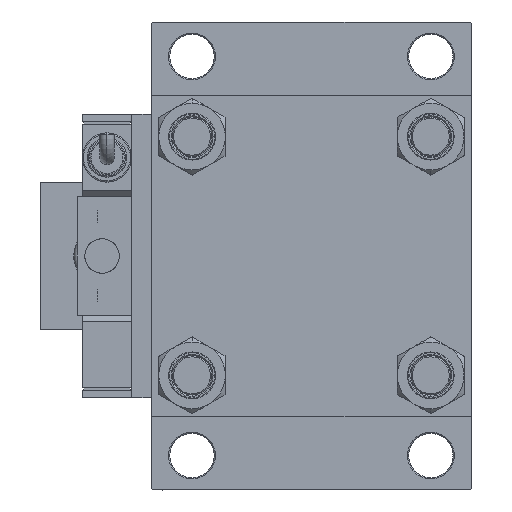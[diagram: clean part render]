
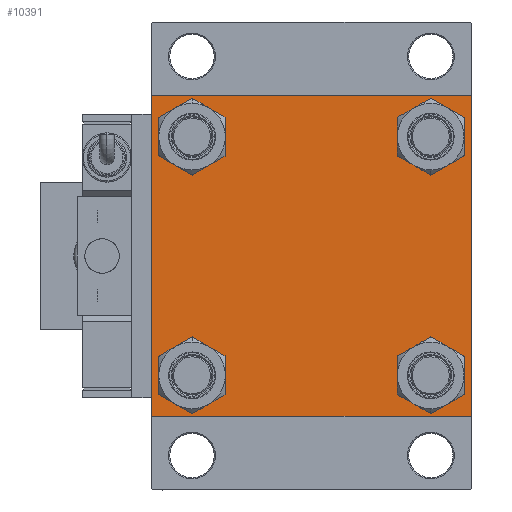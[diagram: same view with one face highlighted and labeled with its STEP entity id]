
A CAD part, left-side view. The second image highlights one B-rep face of the part: STEP entity #10391.
In plain terms, the highlighted planar face has unit normal (-1, 0, 0).
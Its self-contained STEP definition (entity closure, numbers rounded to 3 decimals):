
#836 = CARTESIAN_POINT ( 'NONE',  ( 0., 64.5, -65. ) ) ;
#928 = CARTESIAN_POINT ( 'NONE',  ( 0., -65., 64.5 ) ) ;
#1031 = CARTESIAN_POINT ( 'NONE',  ( 0., 64.75, -64.75 ) ) ;
#1306 = DIRECTION ( 'NONE',  ( 0., -0.707, -0.707 ) ) ;
#1863 = VERTEX_POINT ( 'NONE', #4715 ) ;
#2515 = DIRECTION ( 'NONE',  ( 0., 0.707, -0.707 ) ) ;
#2664 = EDGE_LOOP ( 'NONE', ( #6689, #15208 ) ) ;
#2667 = CARTESIAN_POINT ( 'NONE',  ( 0., 48.45, -48.45 ) ) ;
#2919 = VECTOR ( 'NONE', #13110, 1000. ) ;
#3105 = VERTEX_POINT ( 'NONE', #836 ) ;
#4715 = CARTESIAN_POINT ( 'NONE',  ( 0., 48.45, 56.95 ) ) ;
#4918 = CARTESIAN_POINT ( 'NONE',  ( 0., -64.5, -65. ) ) ;
#5595 = DIRECTION ( 'NONE',  ( 0., 0., 1. ) ) ;
#6275 = CIRCLE ( 'NONE', #45541, 8.5 ) ;
#6309 = CIRCLE ( 'NONE', #25573, 8.5 ) ;
#6478 = DIRECTION ( 'NONE',  ( 1., 0., 0. ) ) ;
#6561 = AXIS2_PLACEMENT_3D ( 'NONE', #11427, #49145, #41471 ) ;
#6584 = CARTESIAN_POINT ( 'NONE',  ( 0., 65., -64.5 ) ) ;
#6638 = ORIENTED_EDGE ( 'NONE', *, *, #15387, .F. ) ;
#6689 = ORIENTED_EDGE ( 'NONE', *, *, #27116, .T. ) ;
#6789 = FACE_BOUND ( 'NONE', #2664, .T. ) ;
#6892 = EDGE_CURVE ( 'NONE', #24448, #46145, #33894, .T. ) ;
#8759 = ORIENTED_EDGE ( 'NONE', *, *, #44554, .T. ) ;
#8832 = CIRCLE ( 'NONE', #30639, 8.5 ) ;
#9944 = CARTESIAN_POINT ( 'NONE',  ( 0., -48.45, 48.45 ) ) ;
#9953 = DIRECTION ( 'NONE',  ( 0., 0., -1. ) ) ;
#10231 = LINE ( 'NONE', #14328, #49427 ) ;
#10391 = ADVANCED_FACE ( 'NONE', ( #10898, #27572, #6789, #41194, #53234 ), #24821, .T. ) ;
#10576 = LINE ( 'NONE', #26728, #11248 ) ;
#10733 = ORIENTED_EDGE ( 'NONE', *, *, #26332, .T. ) ;
#10898 = FACE_BOUND ( 'NONE', #21764, .T. ) ;
#11248 = VECTOR ( 'NONE', #27531, 1000. ) ;
#11394 = EDGE_CURVE ( 'NONE', #51077, #29397, #16197, .T. ) ;
#11427 = CARTESIAN_POINT ( 'NONE',  ( 0., 0., 0. ) ) ;
#11552 = ORIENTED_EDGE ( 'NONE', *, *, #41929, .T. ) ;
#11962 = DIRECTION ( 'NONE',  ( 0., -1., 0. ) ) ;
#12301 = CARTESIAN_POINT ( 'NONE',  ( 0., 65., 65. ) ) ;
#12446 = CARTESIAN_POINT ( 'NONE',  ( 0., -48.45, -39.95 ) ) ;
#12773 = LINE ( 'NONE', #45568, #13546 ) ;
#13110 = DIRECTION ( 'NONE',  ( 0., 0., -1. ) ) ;
#13148 = ORIENTED_EDGE ( 'NONE', *, *, #47397, .T. ) ;
#13546 = VECTOR ( 'NONE', #11962, 1000. ) ;
#13714 = ORIENTED_EDGE ( 'NONE', *, *, #18416, .T. ) ;
#14328 = CARTESIAN_POINT ( 'NONE',  ( 0., -64.75, -64.75 ) ) ;
#14544 = CARTESIAN_POINT ( 'NONE',  ( 0., -48.45, 56.95 ) ) ;
#14964 = EDGE_CURVE ( 'NONE', #46145, #3105, #38711, .T. ) ;
#15208 = ORIENTED_EDGE ( 'NONE', *, *, #11394, .T. ) ;
#15387 = EDGE_CURVE ( 'NONE', #44675, #16954, #30733, .T. ) ;
#15802 = CIRCLE ( 'NONE', #41113, 8.5 ) ;
#16197 = CIRCLE ( 'NONE', #44140, 8.5 ) ;
#16789 = LINE ( 'NONE', #24457, #51123 ) ;
#16954 = VERTEX_POINT ( 'NONE', #37233 ) ;
#17794 = VERTEX_POINT ( 'NONE', #12446 ) ;
#18412 = DIRECTION ( 'NONE',  ( 1., 0., 0. ) ) ;
#18416 = EDGE_CURVE ( 'NONE', #31292, #24448, #39390, .T. ) ;
#18428 = DIRECTION ( 'NONE',  ( 0., -0.707, 0.707 ) ) ;
#18849 = VECTOR ( 'NONE', #1306, 1000. ) ;
#19811 = EDGE_CURVE ( 'NONE', #3105, #28657, #10576, .T. ) ;
#19868 = VERTEX_POINT ( 'NONE', #51493 ) ;
#21764 = EDGE_LOOP ( 'NONE', ( #39424, #36717 ) ) ;
#22022 = DIRECTION ( 'NONE',  ( 1., 0., 0. ) ) ;
#23699 = CARTESIAN_POINT ( 'NONE',  ( 0., -48.45, -48.45 ) ) ;
#23705 = DIRECTION ( 'NONE',  ( 1., 0., 0. ) ) ;
#24448 = VERTEX_POINT ( 'NONE', #24737 ) ;
#24457 = CARTESIAN_POINT ( 'NONE',  ( 0., -64.75, 64.75 ) ) ;
#24594 = EDGE_CURVE ( 'NONE', #45493, #49536, #15802, .T. ) ;
#24609 = ORIENTED_EDGE ( 'NONE', *, *, #19811, .T. ) ;
#24615 = EDGE_CURVE ( 'NONE', #17794, #40635, #8832, .T. ) ;
#24737 = CARTESIAN_POINT ( 'NONE',  ( 0., 65., 64.5 ) ) ;
#24821 = PLANE ( 'NONE',  #6561 ) ;
#25539 = CIRCLE ( 'NONE', #28140, 8.5 ) ;
#25573 = AXIS2_PLACEMENT_3D ( 'NONE', #32461, #41723, #49124 ) ;
#26045 = CARTESIAN_POINT ( 'NONE',  ( 0., 48.45, -39.95 ) ) ;
#26146 = CARTESIAN_POINT ( 'NONE',  ( 0., 48.45, -56.95 ) ) ;
#26332 = EDGE_CURVE ( 'NONE', #40635, #17794, #6275, .T. ) ;
#26677 = EDGE_LOOP ( 'NONE', ( #42722, #27739, #24609, #11552, #6638, #27679, #37758, #13714 ) ) ;
#26728 = CARTESIAN_POINT ( 'NONE',  ( 0., 65., -65. ) ) ;
#26894 = DIRECTION ( 'NONE',  ( 1., 0., 0. ) ) ;
#27009 = AXIS2_PLACEMENT_3D ( 'NONE', #43060, #22022, #38670 ) ;
#27116 = EDGE_CURVE ( 'NONE', #29397, #51077, #25539, .T. ) ;
#27531 = DIRECTION ( 'NONE',  ( 0., -1., 0. ) ) ;
#27572 = FACE_BOUND ( 'NONE', #42884, .T. ) ;
#27679 = ORIENTED_EDGE ( 'NONE', *, *, #36744, .T. ) ;
#27739 = ORIENTED_EDGE ( 'NONE', *, *, #14964, .T. ) ;
#27797 = DIRECTION ( 'NONE',  ( 0., 0., 1. ) ) ;
#28140 = AXIS2_PLACEMENT_3D ( 'NONE', #2667, #23705, #48836 ) ;
#28537 = CARTESIAN_POINT ( 'NONE',  ( 0., -48.45, 39.95 ) ) ;
#28657 = VERTEX_POINT ( 'NONE', #4918 ) ;
#28752 = CIRCLE ( 'NONE', #47226, 8.5 ) ;
#29397 = VERTEX_POINT ( 'NONE', #26045 ) ;
#30005 = DIRECTION ( 'NONE',  ( 1., 0., 0. ) ) ;
#30477 = CARTESIAN_POINT ( 'NONE',  ( 0., 48.45, -48.45 ) ) ;
#30639 = AXIS2_PLACEMENT_3D ( 'NONE', #35360, #26894, #35088 ) ;
#30733 = LINE ( 'NONE', #47410, #37173 ) ;
#31292 = VERTEX_POINT ( 'NONE', #50449 ) ;
#32461 = CARTESIAN_POINT ( 'NONE',  ( 0., -48.45, 48.45 ) ) ;
#32863 = VERTEX_POINT ( 'NONE', #53871 ) ;
#32942 = DIRECTION ( 'NONE',  ( 0., 0.707, 0.707 ) ) ;
#33894 = LINE ( 'NONE', #12301, #2919 ) ;
#34884 = CIRCLE ( 'NONE', #27009, 8.5 ) ;
#35088 = DIRECTION ( 'NONE',  ( 0., 0., 1. ) ) ;
#35360 = CARTESIAN_POINT ( 'NONE',  ( 0., -48.45, -48.45 ) ) ;
#36444 = EDGE_CURVE ( 'NONE', #31292, #32863, #12773, .T. ) ;
#36717 = ORIENTED_EDGE ( 'NONE', *, *, #24594, .T. ) ;
#36744 = EDGE_CURVE ( 'NONE', #44675, #32863, #16789, .T. ) ;
#37173 = VECTOR ( 'NONE', #9953, 1000. ) ;
#37233 = CARTESIAN_POINT ( 'NONE',  ( 0., -65., -64.5 ) ) ;
#37758 = ORIENTED_EDGE ( 'NONE', *, *, #36444, .F. ) ;
#37916 = CARTESIAN_POINT ( 'NONE',  ( 0., 48.45, 48.45 ) ) ;
#38670 = DIRECTION ( 'NONE',  ( 0., 0., 1. ) ) ;
#38711 = LINE ( 'NONE', #1031, #18849 ) ;
#39390 = LINE ( 'NONE', #52238, #51408 ) ;
#39424 = ORIENTED_EDGE ( 'NONE', *, *, #53678, .T. ) ;
#40635 = VERTEX_POINT ( 'NONE', #53766 ) ;
#41113 = AXIS2_PLACEMENT_3D ( 'NONE', #9944, #18412, #52027 ) ;
#41194 = FACE_BOUND ( 'NONE', #46209, .T. ) ;
#41471 = DIRECTION ( 'NONE',  ( 0., 0., 1. ) ) ;
#41723 = DIRECTION ( 'NONE',  ( 1., 0., 0. ) ) ;
#41929 = EDGE_CURVE ( 'NONE', #28657, #16954, #10231, .T. ) ;
#42722 = ORIENTED_EDGE ( 'NONE', *, *, #6892, .T. ) ;
#42838 = DIRECTION ( 'NONE',  ( 0., 0., 1. ) ) ;
#42884 = EDGE_LOOP ( 'NONE', ( #43816, #10733 ) ) ;
#43060 = CARTESIAN_POINT ( 'NONE',  ( 0., 48.45, 48.45 ) ) ;
#43816 = ORIENTED_EDGE ( 'NONE', *, *, #24615, .T. ) ;
#44140 = AXIS2_PLACEMENT_3D ( 'NONE', #30477, #47684, #5595 ) ;
#44554 = EDGE_CURVE ( 'NONE', #19868, #1863, #34884, .T. ) ;
#44675 = VERTEX_POINT ( 'NONE', #928 ) ;
#45493 = VERTEX_POINT ( 'NONE', #28537 ) ;
#45541 = AXIS2_PLACEMENT_3D ( 'NONE', #23699, #6478, #27797 ) ;
#45568 = CARTESIAN_POINT ( 'NONE',  ( 0., 65., 65. ) ) ;
#46145 = VERTEX_POINT ( 'NONE', #6584 ) ;
#46209 = EDGE_LOOP ( 'NONE', ( #13148, #8759 ) ) ;
#47226 = AXIS2_PLACEMENT_3D ( 'NONE', #37916, #30005, #42838 ) ;
#47397 = EDGE_CURVE ( 'NONE', #1863, #19868, #28752, .T. ) ;
#47410 = CARTESIAN_POINT ( 'NONE',  ( 0., -65., 65. ) ) ;
#47684 = DIRECTION ( 'NONE',  ( 1., 0., 0. ) ) ;
#48836 = DIRECTION ( 'NONE',  ( 0., 0., 1. ) ) ;
#49124 = DIRECTION ( 'NONE',  ( 0., 0., 1. ) ) ;
#49145 = DIRECTION ( 'NONE',  ( -1., 0., 0. ) ) ;
#49427 = VECTOR ( 'NONE', #18428, 1000. ) ;
#49536 = VERTEX_POINT ( 'NONE', #14544 ) ;
#50449 = CARTESIAN_POINT ( 'NONE',  ( 0., 64.5, 65. ) ) ;
#51077 = VERTEX_POINT ( 'NONE', #26146 ) ;
#51123 = VECTOR ( 'NONE', #32942, 1000. ) ;
#51408 = VECTOR ( 'NONE', #2515, 1000. ) ;
#51493 = CARTESIAN_POINT ( 'NONE',  ( 0., 48.45, 39.95 ) ) ;
#52027 = DIRECTION ( 'NONE',  ( 0., 0., 1. ) ) ;
#52238 = CARTESIAN_POINT ( 'NONE',  ( 0., 64.75, 64.75 ) ) ;
#53234 = FACE_OUTER_BOUND ( 'NONE', #26677, .T. ) ;
#53678 = EDGE_CURVE ( 'NONE', #49536, #45493, #6309, .T. ) ;
#53766 = CARTESIAN_POINT ( 'NONE',  ( 0., -48.45, -56.95 ) ) ;
#53871 = CARTESIAN_POINT ( 'NONE',  ( 0., -64.5, 65. ) ) ;
